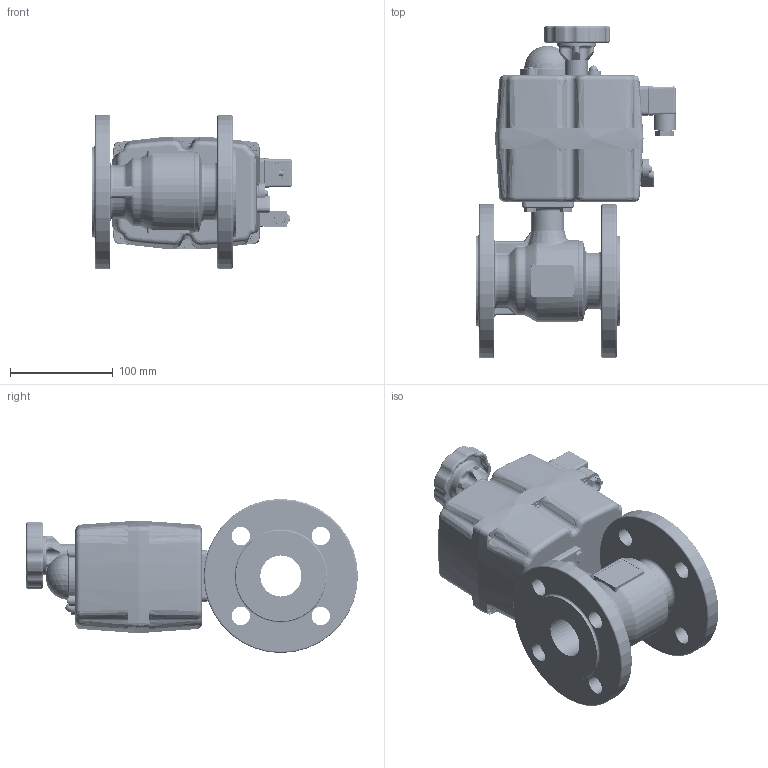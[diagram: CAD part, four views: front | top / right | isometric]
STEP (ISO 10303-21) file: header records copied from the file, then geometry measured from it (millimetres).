
FILE_DESCRIPTION(('STEP AP214'),'1');
FILE_NAME('valve_ake75-40-b-s35.stp','2017-09-22T07:40:49',('TraceParts'),('TraceParts S.A.'),'Spatial InterOp 3D',' ',' ');
FILE_SCHEMA(('automotive_design'));
Length unit declared in the file: millimetre
Products named in the file (49): valve_ake75-40-b-s35_1; valve_ake75-40-b-s35_2; valve_ake75-40-b-s35_3; valve_ake75-40-b-s35_4; valve_ake75-40-b-s35_5; valve_ake75-40-b-s35_6; valve_ake75-40-b-s35_7; valve_ake75-40-b-s35_8; valve_ake75-40-b-s35_9; valve_ake75-40-b-s35_10; valve_ake75-40-b-s35_11; valve_ake75-40-b-s35_12; valve_ake75-40-b-s35_13; valve_ake75-40-b-s35_14; valve_ake75-40-b-s35_15; valve_ake75-40-b-s35_16; valve_ake75-40-b-s35_17; valve_ake75-40-b-s35_18; valve_ake75-40-b-s35_19; valve_ake75-40-b-s35_20; valve_ake75-40-b-s35_21; valve_ake75-40-b-s35_22; Volumenkörper23; valve_ake75-40-b-s35_24; valve_ake75-40-b-s35_25; valve_ake75-40-b-s35_26; valve_ake75-40-b-s35_27; valve_ake75-40-b-s35_28; valve_ake75-40-b-s35_29; valve_ake75-40-b-s35_30; valve_ake75-40-b-s35_31; valve_ake75-40-b-s35_32; valve_ake75-40-b-s35_33; valve_ake75-40-b-s35_34; valve_ake75-40-b-s35_35; valve_ake75-40-b-s35_36; valve_ake75-40-b-s35_37; valve_ake75-40-b-s35_38; valve_ake75-40-b-s35_39; valve_ake75-40-b-s35_40 ...
Bounding box: 194.71 x 323 x 150 mm (x, y, z)
Volume: 1329044.1 mm3; surface area: 411326.5 mm2
Topology: 49 solids, 50 shells, 5277 faces, 12936 edges, 7830 vertices
Faces by surface type: cylinder 1701, cone 1179, plane 1176, torus 760, bspline 330, sphere 131
Entity records: 239130 total; most frequent: CARTESIAN_POINT 70063, DIRECTION 28212, ORIENTED_EDGE 25642, EDGE_CURVE 12821, AXIS2_PLACEMENT_3D 11521, VERTEX_POINT 7830, CIRCLE 6389, EDGE_LOOP 5645
